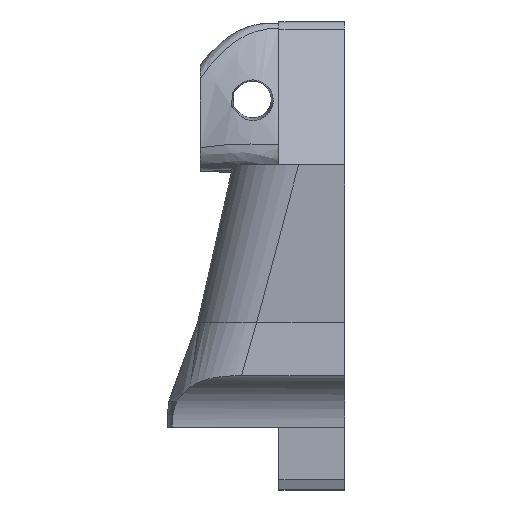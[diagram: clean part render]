
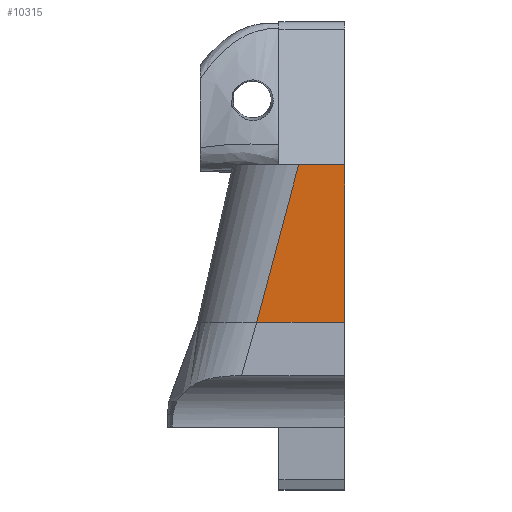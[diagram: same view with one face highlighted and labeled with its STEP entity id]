
A CAD part, front view. The second image highlights one B-rep face of the part: STEP entity #10315.
In plain terms, the highlighted free-form (B-spline) face has degree [1, 1] with [2, 2] control points.
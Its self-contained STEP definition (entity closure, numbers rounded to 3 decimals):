
#338 = B_SPLINE_SURFACE_WITH_KNOTS('',1,1,(
    (#339,#340)
    ,(#341,#342
  )),.UNSPECIFIED.,.F.,.F.,.F.,(2,2),(2,2),(0.,16.),(0.,1.),
  .PIECEWISE_BEZIER_KNOTS.);
#339 = CARTESIAN_POINT('',(-26.,-42.7,14.));
#340 = CARTESIAN_POINT('',(-26.,-43.,26.));
#341 = CARTESIAN_POINT('',(-26.,-58.5,14.));
#342 = CARTESIAN_POINT('',(-26.,-59.,26.));
#2236 = PLANE('',#2237);
#2237 = AXIS2_PLACEMENT_3D('',#2238,#2239,#2240);
#2238 = CARTESIAN_POINT('',(-29.441,-51.134,26.));
#2239 = DIRECTION('',(0.,0.,-1.));
#2240 = DIRECTION('',(-1.,0.,0.));
#3758 = B_SPLINE_SURFACE_WITH_KNOTS('',1,1,(
    (#3759,#3760)
    ,(#3761,#3762
    )),.UNSPECIFIED.,.F.,.F.,.F.,(2,2),(2,2),(0.,8.4),(0.,1.),
  .PIECEWISE_BEZIER_KNOTS.);
#3759 = CARTESIAN_POINT('',(-26.,-59.,8.));
#3760 = CARTESIAN_POINT('',(-26.,-58.5,14.));
#3761 = CARTESIAN_POINT('',(-34.4,-59.,8.));
#3762 = CARTESIAN_POINT('',(-32.7,-58.5,14.));
#3779 = VERTEX_POINT('',#3780);
#3780 = CARTESIAN_POINT('',(-26.,-58.5,14.));
#3823 = EDGE_CURVE('',#3779,#3824,#3826,.T.);
#3824 = VERTEX_POINT('',#3825);
#3825 = CARTESIAN_POINT('',(-26.,-59.,26.));
#3826 = SURFACE_CURVE('',#3827,(#3830,#3836),.PCURVE_S1.);
#3827 = B_SPLINE_CURVE_WITH_KNOTS('',1,(#3828,#3829),.UNSPECIFIED.,.F.,
  .F.,(2,2),(0.,1.),.PIECEWISE_BEZIER_KNOTS.);
#3828 = CARTESIAN_POINT('',(-26.,-58.5,14.));
#3829 = CARTESIAN_POINT('',(-26.,-59.,26.));
#3830 = PCURVE('',#338,#3831);
#3831 = DEFINITIONAL_REPRESENTATION('',(#3832),#3835);
#3832 = B_SPLINE_CURVE_WITH_KNOTS('',1,(#3833,#3834),.UNSPECIFIED.,.F.,
  .F.,(2,2),(0.,1.),.PIECEWISE_BEZIER_KNOTS.);
#3833 = CARTESIAN_POINT('',(16.,0.));
#3834 = CARTESIAN_POINT('',(16.,1.));
#3835 = ( GEOMETRIC_REPRESENTATION_CONTEXT(2) 
PARAMETRIC_REPRESENTATION_CONTEXT() REPRESENTATION_CONTEXT('2D SPACE',''
  ) );
#3836 = PCURVE('',#3837,#3842);
#3837 = B_SPLINE_SURFACE_WITH_KNOTS('',1,1,(
    (#3838,#3839)
    ,(#3840,#3841
    )),.UNSPECIFIED.,.F.,.F.,.F.,(2,2),(2,2),(0.,6.7),(0.,1.),
  .PIECEWISE_BEZIER_KNOTS.);
#3838 = CARTESIAN_POINT('',(-26.,-58.5,14.));
#3839 = CARTESIAN_POINT('',(-26.,-59.,26.));
#3840 = CARTESIAN_POINT('',(-32.7,-58.5,14.));
#3841 = CARTESIAN_POINT('',(-29.5,-59.,26.));
#3842 = DEFINITIONAL_REPRESENTATION('',(#3843),#3846);
#3843 = B_SPLINE_CURVE_WITH_KNOTS('',1,(#3844,#3845),.UNSPECIFIED.,.F.,
  .F.,(2,2),(0.,1.),.PIECEWISE_BEZIER_KNOTS.);
#3844 = CARTESIAN_POINT('',(0.,0.));
#3845 = CARTESIAN_POINT('',(0.,1.));
#3846 = ( GEOMETRIC_REPRESENTATION_CONTEXT(2) 
PARAMETRIC_REPRESENTATION_CONTEXT() REPRESENTATION_CONTEXT('2D SPACE',''
  ) );
#5515 = EDGE_CURVE('',#3824,#5516,#5518,.T.);
#5516 = VERTEX_POINT('',#5517);
#5517 = CARTESIAN_POINT('',(-29.5,-59.,26.));
#5518 = SURFACE_CURVE('',#5519,(#5523,#5530),.PCURVE_S1.);
#5519 = LINE('',#5520,#5521);
#5520 = CARTESIAN_POINT('',(-26.,-59.,26.));
#5521 = VECTOR('',#5522,1.);
#5522 = DIRECTION('',(-1.,0.,0.));
#5523 = PCURVE('',#2236,#5524);
#5524 = DEFINITIONAL_REPRESENTATION('',(#5525),#5529);
#5525 = LINE('',#5526,#5527);
#5526 = CARTESIAN_POINT('',(-3.441,-7.866));
#5527 = VECTOR('',#5528,1.);
#5528 = DIRECTION('',(1.,0.));
#5529 = ( GEOMETRIC_REPRESENTATION_CONTEXT(2) 
PARAMETRIC_REPRESENTATION_CONTEXT() REPRESENTATION_CONTEXT('2D SPACE',''
  ) );
#5530 = PCURVE('',#3837,#5531);
#5531 = DEFINITIONAL_REPRESENTATION('',(#5532),#5535);
#5532 = B_SPLINE_CURVE_WITH_KNOTS('',1,(#5533,#5534),.UNSPECIFIED.,.F.,
  .F.,(2,2),(0.,3.5),.PIECEWISE_BEZIER_KNOTS.);
#5533 = CARTESIAN_POINT('',(0.,1.));
#5534 = CARTESIAN_POINT('',(6.7,1.));
#5535 = ( GEOMETRIC_REPRESENTATION_CONTEXT(2) 
PARAMETRIC_REPRESENTATION_CONTEXT() REPRESENTATION_CONTEXT('2D SPACE',''
  ) );
#5554 = B_SPLINE_SURFACE_WITH_KNOTS('',8,1,(
    (#5555,#5556)
    ,(#5557,#5558)
    ,(#5559,#5560)
    ,(#5561,#5562)
    ,(#5563,#5564)
    ,(#5565,#5566)
    ,(#5567,#5568)
    ,(#5569,#5570)
    ,(#5571,#5572
    )),.UNSPECIFIED.,.F.,.F.,.F.,(9,9),(2,2),(4.712,
    6.283),(0.,1.),.PIECEWISE_BEZIER_KNOTS.);
#5555 = CARTESIAN_POINT('',(-32.7,-58.5,14.));
#5556 = CARTESIAN_POINT('',(-29.5,-59.,26.));
#5557 = CARTESIAN_POINT('',(-33.584,-58.5,14.));
#5558 = CARTESIAN_POINT('',(-30.482,-59.,26.));
#5559 = CARTESIAN_POINT('',(-34.467,-58.302,14.));
#5560 = CARTESIAN_POINT('',(-31.463,-58.78,
    26.));
#5561 = CARTESIAN_POINT('',(-35.299,-57.905,
    14.));
#5562 = CARTESIAN_POINT('',(-32.388,-58.339,
    26.));
#5563 = CARTESIAN_POINT('',(-36.027,-57.327,
    14.));
#5564 = CARTESIAN_POINT('',(-33.196,-57.696,
    26.));
#5565 = CARTESIAN_POINT('',(-36.605,-56.599,
    14.));
#5566 = CARTESIAN_POINT('',(-33.839,-56.888,
    26.));
#5567 = CARTESIAN_POINT('',(-37.002,-55.767,14.));
#5568 = CARTESIAN_POINT('',(-34.28,-55.963,
    26.));
#5569 = CARTESIAN_POINT('',(-37.2,-54.884,14.));
#5570 = CARTESIAN_POINT('',(-34.5,-54.982,26.));
#5571 = CARTESIAN_POINT('',(-37.2,-54.,14.));
#5572 = CARTESIAN_POINT('',(-34.5,-54.,26.));
#10182 = VERTEX_POINT('',#10183);
#10183 = CARTESIAN_POINT('',(-32.7,-58.5,14.));
#10201 = EDGE_CURVE('',#3779,#10182,#10202,.T.);
#10202 = SURFACE_CURVE('',#10203,(#10207,#10213),.PCURVE_S1.);
#10203 = LINE('',#10204,#10205);
#10204 = CARTESIAN_POINT('',(-26.,-58.5,14.));
#10205 = VECTOR('',#10206,1.);
#10206 = DIRECTION('',(-1.,0.,0.));
#10207 = PCURVE('',#3758,#10208);
#10208 = DEFINITIONAL_REPRESENTATION('',(#10209),#10212);
#10209 = B_SPLINE_CURVE_WITH_KNOTS('',1,(#10210,#10211),.UNSPECIFIED.,
  .F.,.F.,(2,2),(0.,6.7),.PIECEWISE_BEZIER_KNOTS.);
#10210 = CARTESIAN_POINT('',(0.,1.));
#10211 = CARTESIAN_POINT('',(8.4,1.));
#10212 = ( GEOMETRIC_REPRESENTATION_CONTEXT(2) 
PARAMETRIC_REPRESENTATION_CONTEXT() REPRESENTATION_CONTEXT('2D SPACE',''
  ) );
#10213 = PCURVE('',#3837,#10214);
#10214 = DEFINITIONAL_REPRESENTATION('',(#10215),#10218);
#10215 = B_SPLINE_CURVE_WITH_KNOTS('',1,(#10216,#10217),.UNSPECIFIED.,
  .F.,.F.,(2,2),(0.,6.7),.PIECEWISE_BEZIER_KNOTS.);
#10216 = CARTESIAN_POINT('',(0.,0.));
#10217 = CARTESIAN_POINT('',(6.7,0.));
#10218 = ( GEOMETRIC_REPRESENTATION_CONTEXT(2) 
PARAMETRIC_REPRESENTATION_CONTEXT() REPRESENTATION_CONTEXT('2D SPACE',''
  ) );
#10315 = ADVANCED_FACE('',(#10316),#3837,.F.);
#10316 = FACE_BOUND('',#10317,.F.);
#10317 = EDGE_LOOP('',(#10318,#10319,#10337,#10338));
#10318 = ORIENTED_EDGE('',*,*,#10201,.T.);
#10319 = ORIENTED_EDGE('',*,*,#10320,.T.);
#10320 = EDGE_CURVE('',#10182,#5516,#10321,.T.);
#10321 = SURFACE_CURVE('',#10322,(#10325,#10331),.PCURVE_S1.);
#10322 = B_SPLINE_CURVE_WITH_KNOTS('',1,(#10323,#10324),.UNSPECIFIED.,
  .F.,.F.,(2,2),(0.,1.),.PIECEWISE_BEZIER_KNOTS.);
#10323 = CARTESIAN_POINT('',(-32.7,-58.5,14.));
#10324 = CARTESIAN_POINT('',(-29.5,-59.,26.));
#10325 = PCURVE('',#3837,#10326);
#10326 = DEFINITIONAL_REPRESENTATION('',(#10327),#10330);
#10327 = B_SPLINE_CURVE_WITH_KNOTS('',1,(#10328,#10329),.UNSPECIFIED.,
  .F.,.F.,(2,2),(0.,1.),.PIECEWISE_BEZIER_KNOTS.);
#10328 = CARTESIAN_POINT('',(6.7,0.));
#10329 = CARTESIAN_POINT('',(6.7,1.));
#10330 = ( GEOMETRIC_REPRESENTATION_CONTEXT(2) 
PARAMETRIC_REPRESENTATION_CONTEXT() REPRESENTATION_CONTEXT('2D SPACE',''
  ) );
#10331 = PCURVE('',#5554,#10332);
#10332 = DEFINITIONAL_REPRESENTATION('',(#10333),#10336);
#10333 = B_SPLINE_CURVE_WITH_KNOTS('',1,(#10334,#10335),.UNSPECIFIED.,
  .F.,.F.,(2,2),(0.,1.),.PIECEWISE_BEZIER_KNOTS.);
#10334 = CARTESIAN_POINT('',(4.712,0.));
#10335 = CARTESIAN_POINT('',(4.712,1.));
#10336 = ( GEOMETRIC_REPRESENTATION_CONTEXT(2) 
PARAMETRIC_REPRESENTATION_CONTEXT() REPRESENTATION_CONTEXT('2D SPACE',''
  ) );
#10337 = ORIENTED_EDGE('',*,*,#5515,.F.);
#10338 = ORIENTED_EDGE('',*,*,#3823,.F.);
